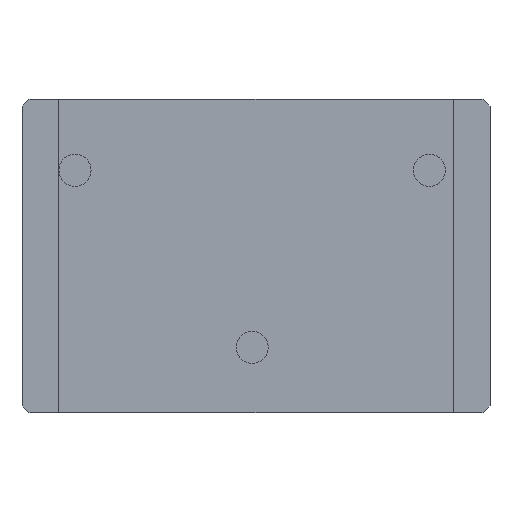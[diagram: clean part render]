
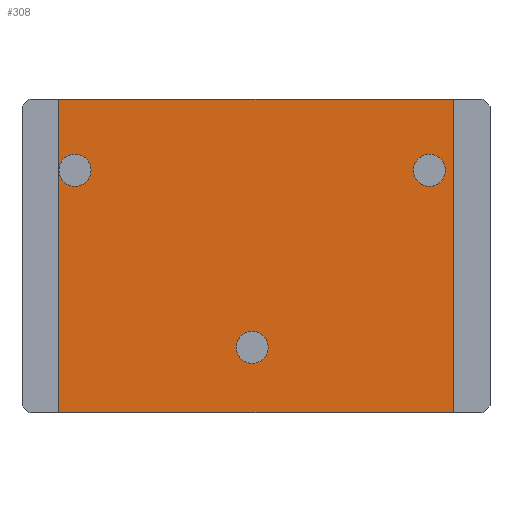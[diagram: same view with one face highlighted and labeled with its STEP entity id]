
A CAD part, front view. The second image highlights one B-rep face of the part: STEP entity #308.
In plain terms, the highlighted planar face has unit normal (0, -1, 0).
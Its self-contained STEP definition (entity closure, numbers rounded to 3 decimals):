
#6 = EDGE_CURVE ( 'NONE', #243, #885, #991, .T. ) ;
#32 = EDGE_CURVE ( 'NONE', #1074, #1167, #769, .T. ) ;
#42 = VECTOR ( 'NONE', #59, 1000. ) ;
#59 = DIRECTION ( 'NONE',  ( 1., 0., 0. ) ) ;
#87 = EDGE_CURVE ( 'NONE', #1074, #243, #420, .T. ) ;
#133 = DIRECTION ( 'NONE',  ( 0., 0., -1. ) ) ;
#205 = CARTESIAN_POINT ( 'NONE',  ( -2.825, -3.645, -2.25 ) ) ;
#243 = VERTEX_POINT ( 'NONE', #205 ) ;
#268 = VECTOR ( 'NONE', #721, 1000. ) ;
#300 = ORIENTED_EDGE ( 'NONE', *, *, #32, .F. ) ;
#307 = AXIS2_PLACEMENT_3D ( 'NONE', #491, #757, #917 ) ;
#308 = ADVANCED_FACE ( 'NONE', ( #1020 ), #395, .F. ) ;
#310 = CARTESIAN_POINT ( 'NONE',  ( 2.825, -3.645, 2.25 ) ) ;
#352 = CARTESIAN_POINT ( 'NONE',  ( -2.825, -3.645, 2.25 ) ) ;
#395 = PLANE ( 'NONE',  #307 ) ;
#400 = CARTESIAN_POINT ( 'NONE',  ( 2.825, -3.645, 2.25 ) ) ;
#420 = LINE ( 'NONE', #352, #465 ) ;
#462 = LINE ( 'NONE', #310, #813 ) ;
#465 = VECTOR ( 'NONE', #1064, 1000. ) ;
#491 = CARTESIAN_POINT ( 'NONE',  ( 2.825, -3.645, 2.25 ) ) ;
#721 = DIRECTION ( 'NONE',  ( 1., 0., 0. ) ) ;
#728 = ORIENTED_EDGE ( 'NONE', *, *, #1009, .F. ) ;
#757 = DIRECTION ( 'NONE',  ( 0., 1., 0. ) ) ;
#769 = LINE ( 'NONE', #1059, #268 ) ;
#813 = VECTOR ( 'NONE', #133, 1000. ) ;
#885 = VERTEX_POINT ( 'NONE', #1130 ) ;
#898 = ORIENTED_EDGE ( 'NONE', *, *, #87, .T. ) ;
#917 = DIRECTION ( 'NONE',  ( 0., 0., 1. ) ) ;
#927 = ORIENTED_EDGE ( 'NONE', *, *, #6, .T. ) ;
#991 = LINE ( 'NONE', #1044, #42 ) ;
#999 = CARTESIAN_POINT ( 'NONE',  ( -2.825, -3.645, 2.25 ) ) ;
#1009 = EDGE_CURVE ( 'NONE', #1167, #885, #462, .T. ) ;
#1020 = FACE_OUTER_BOUND ( 'NONE', #1162, .T. ) ;
#1044 = CARTESIAN_POINT ( 'NONE',  ( 2.825, -3.645, -2.25 ) ) ;
#1059 = CARTESIAN_POINT ( 'NONE',  ( 2.825, -3.645, 2.25 ) ) ;
#1064 = DIRECTION ( 'NONE',  ( 0., 0., -1. ) ) ;
#1074 = VERTEX_POINT ( 'NONE', #999 ) ;
#1130 = CARTESIAN_POINT ( 'NONE',  ( 2.825, -3.645, -2.25 ) ) ;
#1162 = EDGE_LOOP ( 'NONE', ( #927, #728, #300, #898 ) ) ;
#1167 = VERTEX_POINT ( 'NONE', #400 ) ;
